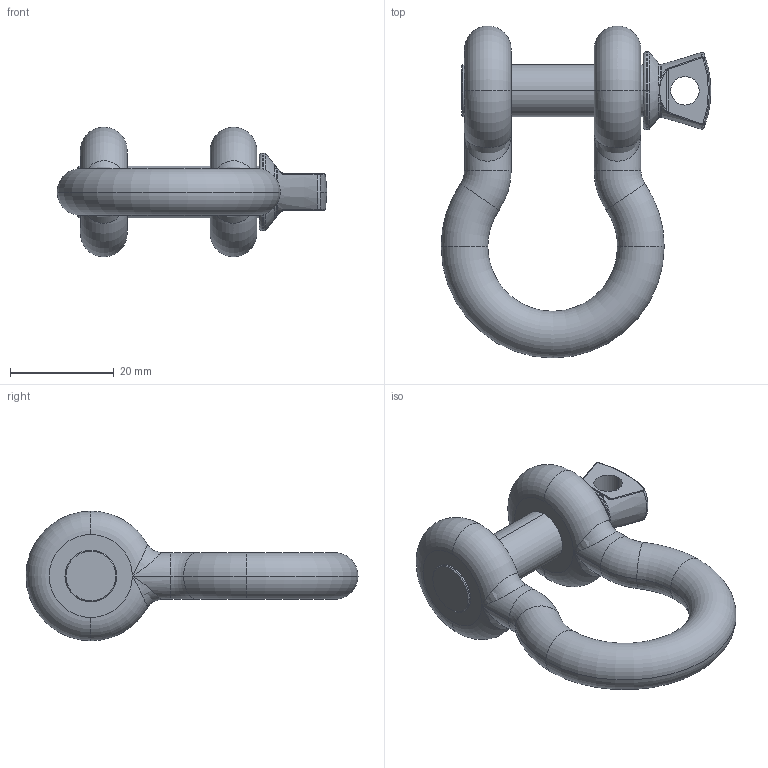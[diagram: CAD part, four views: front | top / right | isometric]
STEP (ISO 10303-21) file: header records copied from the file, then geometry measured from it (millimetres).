
FILE_DESCRIPTION (( 'STEP AP203' ), '1' );
FILE_NAME ('T39300.STEP', '2018-07-23T11:04:03', ( '' ), ( '' ), 'SwSTEP 2.0', 'SolidWorks 2016', '' );
FILE_SCHEMA (( 'CONFIG_CONTROL_DESIGN' ));
Length unit declared in the file: millimetre
Products named in the file (1): T39300
Bounding box: 52 x 64 x 25 mm (x, y, z)
Volume: 15863.6 mm3; surface area: 6294 mm2
Topology: 1 solids, 1 shells, 98 faces, 226 edges, 125 vertices
Faces by surface type: torus 32, bspline 32, cylinder 16, plane 10, cone 4, sphere 4
Entity records: 3985 total; most frequent: CARTESIAN_POINT 1882, ORIENTED_EDGE 436, DIRECTION 430, EDGE_CURVE 218, AXIS2_PLACEMENT_3D 205, CIRCLE 138, VERTEX_POINT 125, EDGE_LOOP 105
